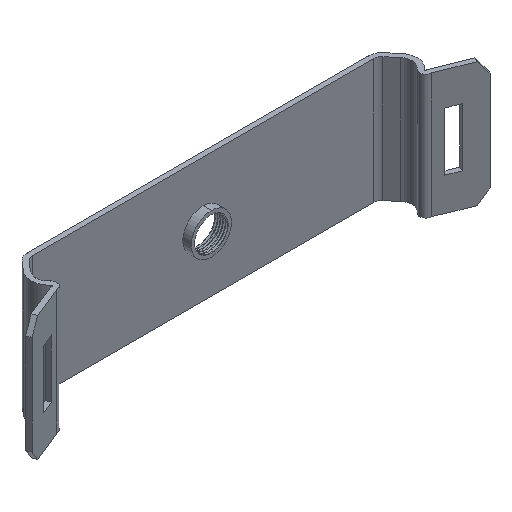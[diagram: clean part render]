
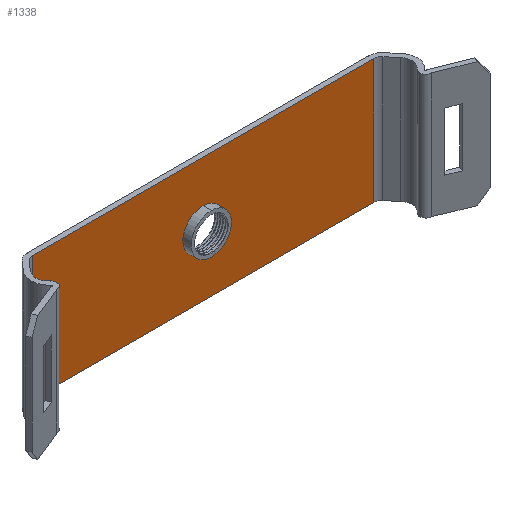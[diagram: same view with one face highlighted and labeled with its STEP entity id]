
A CAD part, isometric view. The second image highlights one B-rep face of the part: STEP entity #1338.
In plain terms, the highlighted planar face has unit normal (0, -1, 0).
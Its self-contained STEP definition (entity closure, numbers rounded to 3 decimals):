
#67 = EDGE_CURVE ( 'NONE', #2452, #1693, #1917, .T. ) ;
#73 = DIRECTION ( 'NONE',  ( 0., -1., 0. ) ) ;
#98 = EDGE_CURVE ( 'NONE', #811, #479, #438, .T. ) ;
#114 = ORIENTED_EDGE ( 'NONE', *, *, #2440, .F. ) ;
#178 = ORIENTED_EDGE ( 'NONE', *, *, #98, .T. ) ;
#299 = AXIS2_PLACEMENT_3D ( 'NONE', #2047, #2228, #2580 ) ;
#371 = EDGE_CURVE ( 'NONE', #479, #2452, #2328, .T. ) ;
#438 = LINE ( 'NONE', #1836, #1634 ) ;
#457 = PLANE ( 'NONE',  #299 ) ;
#479 = VERTEX_POINT ( 'NONE', #1832 ) ;
#558 = DIRECTION ( 'NONE',  ( 1., 0., 0. ) ) ;
#605 = FACE_BOUND ( 'NONE', #706, .T. ) ;
#612 = CARTESIAN_POINT ( 'NONE',  ( -20.534, 0., 15. ) ) ;
#618 = ORIENTED_EDGE ( 'NONE', *, *, #1448, .F. ) ;
#706 = EDGE_LOOP ( 'NONE', ( #114, #618 ) ) ;
#805 = VERTEX_POINT ( 'NONE', #2183 ) ;
#811 = VERTEX_POINT ( 'NONE', #612 ) ;
#848 = CARTESIAN_POINT ( 'NONE',  ( 20.534, 0., 15. ) ) ;
#857 = CIRCLE ( 'NONE', #2261, 2.431 ) ;
#1058 = CARTESIAN_POINT ( 'NONE',  ( 0., 0., 5.069 ) ) ;
#1066 = EDGE_CURVE ( 'NONE', #811, #1693, #1831, .T. ) ;
#1073 = DIRECTION ( 'NONE',  ( 0., 0., -1. ) ) ;
#1126 = ORIENTED_EDGE ( 'NONE', *, *, #67, .T. ) ;
#1253 = DIRECTION ( 'NONE',  ( 0., 0., -1. ) ) ;
#1272 = DIRECTION ( 'NONE',  ( 0., -1., 0. ) ) ;
#1336 = CARTESIAN_POINT ( 'NONE',  ( 20.534, 0., 15. ) ) ;
#1338 = ADVANCED_FACE ( 'NONE', ( #1633, #605 ), #457, .T. ) ;
#1447 = DIRECTION ( 'NONE',  ( 1., 0., 0. ) ) ;
#1448 = EDGE_CURVE ( 'NONE', #1745, #805, #1889, .T. ) ;
#1591 = VECTOR ( 'NONE', #1823, 1000. ) ;
#1632 = ORIENTED_EDGE ( 'NONE', *, *, #371, .T. ) ;
#1633 = FACE_OUTER_BOUND ( 'NONE', #2464, .T. ) ;
#1634 = VECTOR ( 'NONE', #1253, 1000. ) ;
#1639 = VECTOR ( 'NONE', #1447, 1000. ) ;
#1693 = VERTEX_POINT ( 'NONE', #2235 ) ;
#1745 = VERTEX_POINT ( 'NONE', #1058 ) ;
#1823 = DIRECTION ( 'NONE',  ( 0., 0., 1. ) ) ;
#1831 = LINE ( 'NONE', #848, #1639 ) ;
#1832 = CARTESIAN_POINT ( 'NONE',  ( -20.534, 0., 0. ) ) ;
#1836 = CARTESIAN_POINT ( 'NONE',  ( -20.534, 0., 15. ) ) ;
#1889 = CIRCLE ( 'NONE', #2172, 2.431 ) ;
#1917 = LINE ( 'NONE', #1336, #1591 ) ;
#2047 = CARTESIAN_POINT ( 'NONE',  ( 20.534, 0., 15. ) ) ;
#2060 = CARTESIAN_POINT ( 'NONE',  ( 20.534, 0., 0. ) ) ;
#2084 = CARTESIAN_POINT ( 'NONE',  ( 0., 0., 7.5 ) ) ;
#2105 = CARTESIAN_POINT ( 'NONE',  ( 20.534, 0., 0. ) ) ;
#2172 = AXIS2_PLACEMENT_3D ( 'NONE', #2084, #1272, #1073 ) ;
#2183 = CARTESIAN_POINT ( 'NONE',  ( 0., 0., 9.931 ) ) ;
#2228 = DIRECTION ( 'NONE',  ( 0., -1., 0. ) ) ;
#2235 = CARTESIAN_POINT ( 'NONE',  ( 20.534, 0., 15. ) ) ;
#2240 = DIRECTION ( 'NONE',  ( 0., 0., -1. ) ) ;
#2253 = VECTOR ( 'NONE', #558, 1000. ) ;
#2261 = AXIS2_PLACEMENT_3D ( 'NONE', #2486, #73, #2240 ) ;
#2328 = LINE ( 'NONE', #2105, #2253 ) ;
#2440 = EDGE_CURVE ( 'NONE', #805, #1745, #857, .T. ) ;
#2441 = ORIENTED_EDGE ( 'NONE', *, *, #1066, .F. ) ;
#2452 = VERTEX_POINT ( 'NONE', #2060 ) ;
#2464 = EDGE_LOOP ( 'NONE', ( #2441, #178, #1632, #1126 ) ) ;
#2486 = CARTESIAN_POINT ( 'NONE',  ( 0., 0., 7.5 ) ) ;
#2580 = DIRECTION ( 'NONE',  ( 0., 0., -1. ) ) ;
